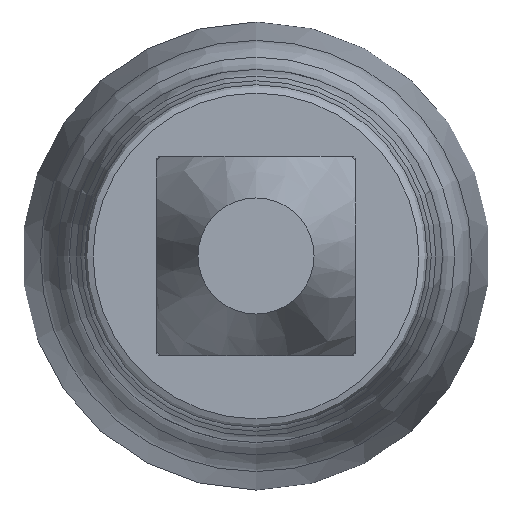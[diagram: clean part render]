
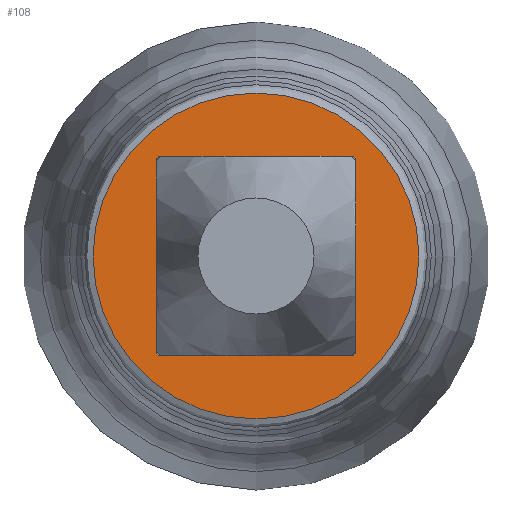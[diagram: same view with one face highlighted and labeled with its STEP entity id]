
A CAD part, left-side view. The second image highlights one B-rep face of the part: STEP entity #108.
In plain terms, the highlighted planar face has unit normal (-1, 0, 0).
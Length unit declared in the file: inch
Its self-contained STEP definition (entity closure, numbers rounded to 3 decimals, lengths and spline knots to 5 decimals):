
#3 = LINE ( 'NONE', #777, #1229 ) ;
#20 = CARTESIAN_POINT ( 'NONE',  ( 0., 0.01153, 0.01203 ) ) ;
#38 = VERTEX_POINT ( 'NONE', #781 ) ;
#46 = CIRCLE ( 'NONE', #377, 0.0005 ) ;
#51 = CARTESIAN_POINT ( 'NONE',  ( 0., -0.01203, 0. ) ) ;
#53 = VERTEX_POINT ( 'NONE', #20 ) ;
#57 = VERTEX_POINT ( 'NONE', #864 ) ;
#85 = DIRECTION ( 'NONE',  ( -1., 0., 0. ) ) ;
#101 = AXIS2_PLACEMENT_3D ( 'NONE', #1079, #1192, #358 ) ;
#107 = DIRECTION ( 'NONE',  ( 0., -1., 0. ) ) ;
#108 = ADVANCED_FACE ( 'NONE', ( #693, #320 ), #1155, .F. ) ;
#119 = VECTOR ( 'NONE', #138, 39.37008 ) ;
#132 = VERTEX_POINT ( 'NONE', #430 ) ;
#138 = DIRECTION ( 'NONE',  ( 0., 0., 1. ) ) ;
#152 = ORIENTED_EDGE ( 'NONE', *, *, #344, .T. ) ;
#156 = DIRECTION ( 'NONE',  ( 0., 0., 1. ) ) ;
#165 = EDGE_CURVE ( 'NONE', #1114, #1208, #979, .T. ) ;
#175 = CARTESIAN_POINT ( 'NONE',  ( 0., 0.01153, -0.01203 ) ) ;
#182 = ORIENTED_EDGE ( 'NONE', *, *, #480, .F. ) ;
#206 = VECTOR ( 'NONE', #347, 39.37008 ) ;
#228 = EDGE_CURVE ( 'NONE', #809, #132, #928, .T. ) ;
#250 = CARTESIAN_POINT ( 'NONE',  ( 0., 0.01153, 0.01153 ) ) ;
#252 = AXIS2_PLACEMENT_3D ( 'NONE', #704, #631, #804 ) ;
#260 = DIRECTION ( 'NONE',  ( 0., 0., -1. ) ) ;
#266 = VERTEX_POINT ( 'NONE', #175 ) ;
#317 = EDGE_CURVE ( 'NONE', #132, #266, #1007, .T. ) ;
#320 = FACE_BOUND ( 'NONE', #766, .T. ) ;
#323 = CARTESIAN_POINT ( 'NONE',  ( 0., -0.01153, -0.01153 ) ) ;
#331 = DIRECTION ( 'NONE',  ( -1., 0., 0. ) ) ;
#332 = AXIS2_PLACEMENT_3D ( 'NONE', #647, #655, #933 ) ;
#344 = EDGE_CURVE ( 'NONE', #38, #38, #355, .T. ) ;
#347 = DIRECTION ( 'NONE',  ( 0., 1., 0. ) ) ;
#351 = ORIENTED_EDGE ( 'NONE', *, *, #533, .F. ) ;
#355 = CIRCLE ( 'NONE', #826, 0.01965 ) ;
#358 = DIRECTION ( 'NONE',  ( 0., 0., -1. ) ) ;
#377 = AXIS2_PLACEMENT_3D ( 'NONE', #250, #720, #1083 ) ;
#428 = CARTESIAN_POINT ( 'NONE',  ( 0., 0.018, 0.01203 ) ) ;
#430 = CARTESIAN_POINT ( 'NONE',  ( 0., 0.01203, -0.01153 ) ) ;
#472 = CARTESIAN_POINT ( 'NONE',  ( 0., 0.01203, 0. ) ) ;
#477 = DIRECTION ( 'NONE',  ( 0., 0., -1. ) ) ;
#480 = EDGE_CURVE ( 'NONE', #266, #944, #3, .T. ) ;
#504 = LINE ( 'NONE', #428, #206 ) ;
#508 = AXIS2_PLACEMENT_3D ( 'NONE', #323, #331, #260 ) ;
#533 = EDGE_CURVE ( 'NONE', #57, #53, #504, .T. ) ;
#539 = CARTESIAN_POINT ( 'NONE',  ( 0., -0.01203, 0.01153 ) ) ;
#564 = CARTESIAN_POINT ( 'NONE',  ( 0., -0.01203, -0.01153 ) ) ;
#586 = ORIENTED_EDGE ( 'NONE', *, *, #165, .F. ) ;
#589 = EDGE_CURVE ( 'NONE', #53, #809, #46, .T. ) ;
#607 = EDGE_CURVE ( 'NONE', #1208, #57, #1195, .T. ) ;
#631 = DIRECTION ( 'NONE',  ( -1., 0., 0. ) ) ;
#647 = CARTESIAN_POINT ( 'NONE',  ( 0., 0.01153, -0.01153 ) ) ;
#648 = ORIENTED_EDGE ( 'NONE', *, *, #317, .F. ) ;
#653 = ORIENTED_EDGE ( 'NONE', *, *, #607, .F. ) ;
#655 = DIRECTION ( 'NONE',  ( -1., 0., 0. ) ) ;
#674 = EDGE_LOOP ( 'NONE', ( #152 ) ) ;
#693 = FACE_OUTER_BOUND ( 'NONE', #674, .T. ) ;
#704 = CARTESIAN_POINT ( 'NONE',  ( 0., -0.01153, 0.01153 ) ) ;
#720 = DIRECTION ( 'NONE',  ( -1., 0., 0. ) ) ;
#739 = ORIENTED_EDGE ( 'NONE', *, *, #589, .F. ) ;
#750 = VECTOR ( 'NONE', #477, 39.37008 ) ;
#760 = CIRCLE ( 'NONE', #508, 0.0005 ) ;
#766 = EDGE_LOOP ( 'NONE', ( #648, #918, #739, #351, #653, #586, #1216, #182 ) ) ;
#777 = CARTESIAN_POINT ( 'NONE',  ( 0., 0.018, -0.01203 ) ) ;
#781 = CARTESIAN_POINT ( 'NONE',  ( 0., 0., 0.01965 ) ) ;
#804 = DIRECTION ( 'NONE',  ( 0., 0., -1. ) ) ;
#809 = VERTEX_POINT ( 'NONE', #952 ) ;
#826 = AXIS2_PLACEMENT_3D ( 'NONE', #998, #85, #156 ) ;
#864 = CARTESIAN_POINT ( 'NONE',  ( 0., -0.01153, 0.01203 ) ) ;
#881 = EDGE_CURVE ( 'NONE', #944, #1114, #760, .T. ) ;
#918 = ORIENTED_EDGE ( 'NONE', *, *, #228, .F. ) ;
#928 = LINE ( 'NONE', #472, #750 ) ;
#933 = DIRECTION ( 'NONE',  ( 0., 0., -1. ) ) ;
#944 = VERTEX_POINT ( 'NONE', #1115 ) ;
#952 = CARTESIAN_POINT ( 'NONE',  ( 0., 0.01203, 0.01153 ) ) ;
#979 = LINE ( 'NONE', #51, #119 ) ;
#998 = CARTESIAN_POINT ( 'NONE',  ( 0., 0., 0. ) ) ;
#1007 = CIRCLE ( 'NONE', #332, 0.0005 ) ;
#1079 = CARTESIAN_POINT ( 'NONE',  ( 0., 0.018, 0. ) ) ;
#1083 = DIRECTION ( 'NONE',  ( 0., 0., -1. ) ) ;
#1114 = VERTEX_POINT ( 'NONE', #564 ) ;
#1115 = CARTESIAN_POINT ( 'NONE',  ( 0., -0.01153, -0.01203 ) ) ;
#1155 = PLANE ( 'NONE',  #101 ) ;
#1192 = DIRECTION ( 'NONE',  ( 1., 0., 0. ) ) ;
#1195 = CIRCLE ( 'NONE', #252, 0.0005 ) ;
#1208 = VERTEX_POINT ( 'NONE', #539 ) ;
#1216 = ORIENTED_EDGE ( 'NONE', *, *, #881, .F. ) ;
#1229 = VECTOR ( 'NONE', #107, 39.37008 ) ;
